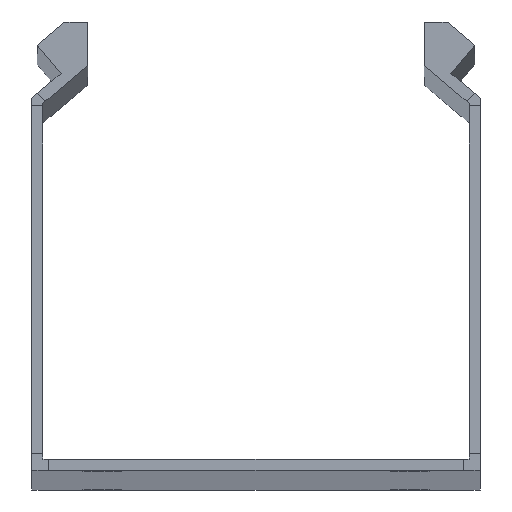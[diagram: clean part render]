
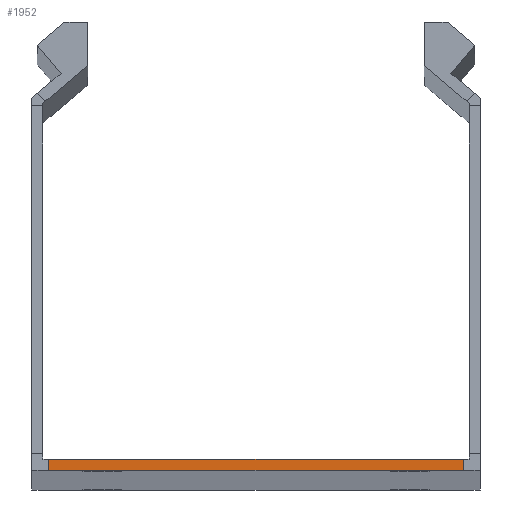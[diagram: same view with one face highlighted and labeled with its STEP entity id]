
A CAD part, top view. The second image highlights one B-rep face of the part: STEP entity #1952.
In plain terms, the highlighted planar face has unit normal (0, 0, 1).
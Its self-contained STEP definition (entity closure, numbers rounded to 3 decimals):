
#208 = ORIENTED_EDGE ( 'NONE', *, *, #3186, .T. ) ;
#733 = CARTESIAN_POINT ( 'NONE',  ( 37., 0., 1000. ) ) ;
#747 = LINE ( 'NONE', #733, #5364 ) ;
#1151 = ORIENTED_EDGE ( 'NONE', *, *, #3153, .T. ) ;
#1219 = CARTESIAN_POINT ( 'NONE',  ( 38., 3., 1000. ) ) ;
#1220 = VERTEX_POINT ( 'NONE', #4308 ) ;
#1390 = VECTOR ( 'NONE', #1604, 1000. ) ;
#1604 = DIRECTION ( 'NONE',  ( -1., 0., 0. ) ) ;
#1635 = DIRECTION ( 'NONE',  ( 0., 1., 0. ) ) ;
#1641 = ORIENTED_EDGE ( 'NONE', *, *, #3461, .F. ) ;
#1782 = EDGE_LOOP ( 'NONE', ( #1641, #2034, #208, #1151 ) ) ;
#1952 = ADVANCED_FACE ( 'NONE', ( #4065 ), #2087, .T. ) ;
#2034 = ORIENTED_EDGE ( 'NONE', *, *, #5202, .T. ) ;
#2087 = PLANE ( 'NONE',  #4701 ) ;
#2624 = LINE ( 'NONE', #3444, #1390 ) ;
#2794 = DIRECTION ( 'NONE',  ( 0., -1., 0. ) ) ;
#3035 = VERTEX_POINT ( 'NONE', #5888 ) ;
#3057 = CARTESIAN_POINT ( 'NONE',  ( -37., 2., 1000. ) ) ;
#3153 = EDGE_CURVE ( 'NONE', #4757, #1220, #3402, .T. ) ;
#3186 = EDGE_CURVE ( 'NONE', #5967, #4757, #4774, .T. ) ;
#3402 = LINE ( 'NONE', #4649, #5421 ) ;
#3444 = CARTESIAN_POINT ( 'NONE',  ( -40., 0., 1000. ) ) ;
#3461 = EDGE_CURVE ( 'NONE', #3035, #1220, #2624, .T. ) ;
#3518 = DIRECTION ( 'NONE',  ( 1., 0., 0. ) ) ;
#4065 = FACE_OUTER_BOUND ( 'NONE', #1782, .T. ) ;
#4308 = CARTESIAN_POINT ( 'NONE',  ( -37., 0., 1000. ) ) ;
#4336 = VECTOR ( 'NONE', #5583, 1000. ) ;
#4611 = CARTESIAN_POINT ( 'NONE',  ( -40., 2., 1000. ) ) ;
#4649 = CARTESIAN_POINT ( 'NONE',  ( -37., 2., 1000. ) ) ;
#4701 = AXIS2_PLACEMENT_3D ( 'NONE', #1219, #5301, #3518 ) ;
#4757 = VERTEX_POINT ( 'NONE', #3057 ) ;
#4774 = LINE ( 'NONE', #4611, #4336 ) ;
#5202 = EDGE_CURVE ( 'NONE', #3035, #5967, #747, .T. ) ;
#5301 = DIRECTION ( 'NONE',  ( 0., 0., 1. ) ) ;
#5364 = VECTOR ( 'NONE', #1635, 1000. ) ;
#5421 = VECTOR ( 'NONE', #2794, 1000. ) ;
#5583 = DIRECTION ( 'NONE',  ( -1., 0., 0. ) ) ;
#5656 = CARTESIAN_POINT ( 'NONE',  ( 37., 2., 1000. ) ) ;
#5888 = CARTESIAN_POINT ( 'NONE',  ( 37., 0., 1000. ) ) ;
#5967 = VERTEX_POINT ( 'NONE', #5656 ) ;
